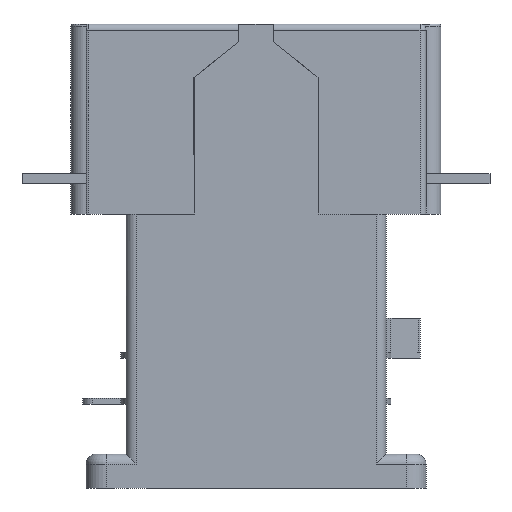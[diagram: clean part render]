
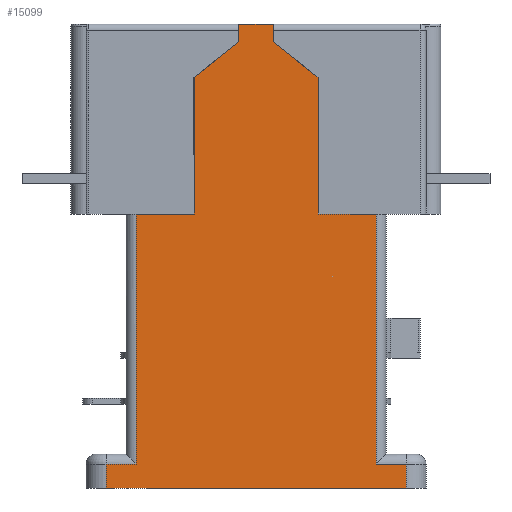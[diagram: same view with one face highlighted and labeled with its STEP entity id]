
A CAD part, front view. The second image highlights one B-rep face of the part: STEP entity #15099.
In plain terms, the highlighted planar face has unit normal (0, -1, 0).
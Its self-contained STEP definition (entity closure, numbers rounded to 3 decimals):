
#222 = CARTESIAN_POINT ( 'NONE',  ( -85., -95., 17. ) ) ;
#523 = ORIENTED_EDGE ( 'NONE', *, *, #11352, .T. ) ;
#827 = LINE ( 'NONE', #30974, #27105 ) ;
#882 = CARTESIAN_POINT ( 'NONE',  ( 8.59, -95., 232. ) ) ;
#1064 = EDGE_CURVE ( 'NONE', #14422, #29961, #22373, .T. ) ;
#1208 = VECTOR ( 'NONE', #27727, 1000. ) ;
#1679 = VECTOR ( 'NONE', #31946, 1000. ) ;
#1716 = VECTOR ( 'NONE', #12376, 1000. ) ;
#1911 = VERTEX_POINT ( 'NONE', #21976 ) ;
#2485 = LINE ( 'NONE', #13827, #1679 ) ;
#2594 = EDGE_CURVE ( 'NONE', #8726, #18384, #23487, .T. ) ;
#4410 = CARTESIAN_POINT ( 'NONE',  ( 31., -95., 137. ) ) ;
#4625 = VECTOR ( 'NONE', #14111, 1000. ) ;
#5019 = CARTESIAN_POINT ( 'NONE',  ( -31., -95., 205.288 ) ) ;
#5538 = DIRECTION ( 'NONE',  ( 0., 0., -1. ) ) ;
#5694 = CARTESIAN_POINT ( 'NONE',  ( 75., -95., 0. ) ) ;
#5980 = CARTESIAN_POINT ( 'NONE',  ( -85., -95., 0. ) ) ;
#6091 = DIRECTION ( 'NONE',  ( 1., 0., 0. ) ) ;
#6716 = ORIENTED_EDGE ( 'NONE', *, *, #1064, .T. ) ;
#6970 = EDGE_LOOP ( 'NONE', ( #523, #31382, #32131, #27372, #21326, #22738, #26746, #13198, #24878, #7360, #29043, #24981, #6716, #22560, #17188, #23054 ) ) ;
#7100 = EDGE_CURVE ( 'NONE', #21239, #24536, #30695, .T. ) ;
#7213 = CARTESIAN_POINT ( 'NONE',  ( -75., -95., 0. ) ) ;
#7360 = ORIENTED_EDGE ( 'NONE', *, *, #13126, .F. ) ;
#7582 = DIRECTION ( 'NONE',  ( 0., 0., 1. ) ) ;
#8109 = VERTEX_POINT ( 'NONE', #5694 ) ;
#8110 = VERTEX_POINT ( 'NONE', #8300 ) ;
#8300 = CARTESIAN_POINT ( 'NONE',  ( -31., -95., 205.288 ) ) ;
#8726 = VERTEX_POINT ( 'NONE', #17374 ) ;
#9715 = VERTEX_POINT ( 'NONE', #21723 ) ;
#9885 = CARTESIAN_POINT ( 'NONE',  ( 65., -95., 137. ) ) ;
#10508 = DIRECTION ( 'NONE',  ( 0., 1., 0. ) ) ;
#10770 = DIRECTION ( 'NONE',  ( -1., 0., 0. ) ) ;
#11069 = EDGE_CURVE ( 'NONE', #22881, #29744, #19130, .T. ) ;
#11236 = CARTESIAN_POINT ( 'NONE',  ( -60., -95., 137. ) ) ;
#11352 = EDGE_CURVE ( 'NONE', #8109, #21239, #30890, .T. ) ;
#11402 = LINE ( 'NONE', #17324, #1716 ) ;
#12148 = DIRECTION ( 'NONE',  ( 1., 0., 0. ) ) ;
#12376 = DIRECTION ( 'NONE',  ( 0., 0., -1. ) ) ;
#12971 = FACE_OUTER_BOUND ( 'NONE', #6970, .T. ) ;
#13126 = EDGE_CURVE ( 'NONE', #8110, #1911, #16290, .T. ) ;
#13156 = CARTESIAN_POINT ( 'NONE',  ( 31., -95., 205.288 ) ) ;
#13198 = ORIENTED_EDGE ( 'NONE', *, *, #2594, .F. ) ;
#13264 = VECTOR ( 'NONE', #6091, 1000. ) ;
#13653 = DIRECTION ( 'NONE',  ( 0., 0., 1. ) ) ;
#13827 = CARTESIAN_POINT ( 'NONE',  ( 31., -95., 205.288 ) ) ;
#14111 = DIRECTION ( 'NONE',  ( 0., 0., -1. ) ) ;
#14422 = VERTEX_POINT ( 'NONE', #11236 ) ;
#14725 = CARTESIAN_POINT ( 'NONE',  ( 8.59, -95., 223.103 ) ) ;
#14854 = EDGE_CURVE ( 'NONE', #15605, #8110, #33269, .T. ) ;
#15015 = CARTESIAN_POINT ( 'NONE',  ( 75., -95., 17. ) ) ;
#15099 = ADVANCED_FACE ( 'NONE', ( #12971 ), #15333, .F. ) ;
#15333 = PLANE ( 'NONE',  #23462 ) ;
#15605 = VERTEX_POINT ( 'NONE', #22894 ) ;
#15668 = LINE ( 'NONE', #5980, #13264 ) ;
#15705 = CARTESIAN_POINT ( 'NONE',  ( -85., -95., 12. ) ) ;
#15985 = VERTEX_POINT ( 'NONE', #14725 ) ;
#16290 = LINE ( 'NONE', #5019, #26471 ) ;
#16696 = CARTESIAN_POINT ( 'NONE',  ( -75., -95., 12. ) ) ;
#17104 = CARTESIAN_POINT ( 'NONE',  ( -8.59, -95., 232. ) ) ;
#17188 = ORIENTED_EDGE ( 'NONE', *, *, #11069, .T. ) ;
#17324 = CARTESIAN_POINT ( 'NONE',  ( 8.59, -95., 223.103 ) ) ;
#17374 = CARTESIAN_POINT ( 'NONE',  ( -8.59, -95., 232. ) ) ;
#17421 = VECTOR ( 'NONE', #32033, 1000. ) ;
#17637 = DIRECTION ( 'NONE',  ( 0.783, 0., 0.622 ) ) ;
#17715 = DIRECTION ( 'NONE',  ( -1., 0., 0. ) ) ;
#18041 = EDGE_CURVE ( 'NONE', #19624, #25396, #19288, .T. ) ;
#18148 = LINE ( 'NONE', #22722, #1208 ) ;
#18384 = VERTEX_POINT ( 'NONE', #882 ) ;
#19130 = LINE ( 'NONE', #21796, #4625 ) ;
#19288 = LINE ( 'NONE', #4410, #26605 ) ;
#19300 = CARTESIAN_POINT ( 'NONE',  ( 60., -95., 12. ) ) ;
#19502 = DIRECTION ( 'NONE',  ( 0., 0., -1. ) ) ;
#19624 = VERTEX_POINT ( 'NONE', #13156 ) ;
#19872 = EDGE_CURVE ( 'NONE', #15985, #19624, #2485, .T. ) ;
#21239 = VERTEX_POINT ( 'NONE', #28135 ) ;
#21294 = CARTESIAN_POINT ( 'NONE',  ( -60., -95., 12. ) ) ;
#21326 = ORIENTED_EDGE ( 'NONE', *, *, #18041, .F. ) ;
#21723 = CARTESIAN_POINT ( 'NONE',  ( 60., -95., 137. ) ) ;
#21786 = VECTOR ( 'NONE', #10770, 1000. ) ;
#21796 = CARTESIAN_POINT ( 'NONE',  ( -75., -95., 17. ) ) ;
#21802 = EDGE_CURVE ( 'NONE', #29744, #8109, #15668, .T. ) ;
#21976 = CARTESIAN_POINT ( 'NONE',  ( -8.59, -95., 223.103 ) ) ;
#22185 = VECTOR ( 'NONE', #17715, 1000. ) ;
#22373 = LINE ( 'NONE', #23271, #23171 ) ;
#22560 = ORIENTED_EDGE ( 'NONE', *, *, #29241, .T. ) ;
#22722 = CARTESIAN_POINT ( 'NONE',  ( 65., -95., 137. ) ) ;
#22738 = ORIENTED_EDGE ( 'NONE', *, *, #19872, .F. ) ;
#22881 = VERTEX_POINT ( 'NONE', #16696 ) ;
#22894 = CARTESIAN_POINT ( 'NONE',  ( -31., -95., 137. ) ) ;
#22949 = CARTESIAN_POINT ( 'NONE',  ( -85., -95., 12. ) ) ;
#23054 = ORIENTED_EDGE ( 'NONE', *, *, #21802, .T. ) ;
#23171 = VECTOR ( 'NONE', #5538, 1000. ) ;
#23271 = CARTESIAN_POINT ( 'NONE',  ( -60., -95., 17. ) ) ;
#23462 = AXIS2_PLACEMENT_3D ( 'NONE', #222, #10508, #7582 ) ;
#23487 = LINE ( 'NONE', #17104, #28381 ) ;
#23823 = EDGE_CURVE ( 'NONE', #24536, #9715, #29815, .T. ) ;
#24102 = VECTOR ( 'NONE', #25076, 1000. ) ;
#24418 = VECTOR ( 'NONE', #25462, 1000. ) ;
#24536 = VERTEX_POINT ( 'NONE', #19300 ) ;
#24878 = ORIENTED_EDGE ( 'NONE', *, *, #28550, .F. ) ;
#24981 = ORIENTED_EDGE ( 'NONE', *, *, #28309, .F. ) ;
#25076 = DIRECTION ( 'NONE',  ( 0., 0., 1. ) ) ;
#25396 = VERTEX_POINT ( 'NONE', #32263 ) ;
#25462 = DIRECTION ( 'NONE',  ( 0., 0., 1. ) ) ;
#26471 = VECTOR ( 'NONE', #17637, 1000. ) ;
#26605 = VECTOR ( 'NONE', #19502, 1000. ) ;
#26715 = EDGE_CURVE ( 'NONE', #18384, #15985, #11402, .T. ) ;
#26746 = ORIENTED_EDGE ( 'NONE', *, *, #26715, .F. ) ;
#26816 = CARTESIAN_POINT ( 'NONE',  ( -31., -95., 137. ) ) ;
#27105 = VECTOR ( 'NONE', #13653, 1000. ) ;
#27107 = EDGE_CURVE ( 'NONE', #25396, #9715, #32886, .T. ) ;
#27372 = ORIENTED_EDGE ( 'NONE', *, *, #27107, .F. ) ;
#27471 = LINE ( 'NONE', #22949, #22185 ) ;
#27560 = CARTESIAN_POINT ( 'NONE',  ( 60., -95., 17. ) ) ;
#27727 = DIRECTION ( 'NONE',  ( 1., 0., 0. ) ) ;
#28135 = CARTESIAN_POINT ( 'NONE',  ( 75., -95., 12. ) ) ;
#28309 = EDGE_CURVE ( 'NONE', #14422, #15605, #18148, .T. ) ;
#28381 = VECTOR ( 'NONE', #32548, 1000. ) ;
#28550 = EDGE_CURVE ( 'NONE', #1911, #8726, #827, .T. ) ;
#29043 = ORIENTED_EDGE ( 'NONE', *, *, #14854, .F. ) ;
#29241 = EDGE_CURVE ( 'NONE', #29961, #22881, #27471, .T. ) ;
#29744 = VERTEX_POINT ( 'NONE', #7213 ) ;
#29815 = LINE ( 'NONE', #27560, #24102 ) ;
#29961 = VERTEX_POINT ( 'NONE', #21294 ) ;
#30695 = LINE ( 'NONE', #15705, #21786 ) ;
#30844 = VECTOR ( 'NONE', #12148, 1000. ) ;
#30890 = LINE ( 'NONE', #15015, #24418 ) ;
#30974 = CARTESIAN_POINT ( 'NONE',  ( -8.59, -95., 223.103 ) ) ;
#31382 = ORIENTED_EDGE ( 'NONE', *, *, #7100, .T. ) ;
#31946 = DIRECTION ( 'NONE',  ( 0.783, 0., -0.622 ) ) ;
#32033 = DIRECTION ( 'NONE',  ( 0., 0., 1. ) ) ;
#32131 = ORIENTED_EDGE ( 'NONE', *, *, #23823, .T. ) ;
#32263 = CARTESIAN_POINT ( 'NONE',  ( 31., -95., 137. ) ) ;
#32548 = DIRECTION ( 'NONE',  ( 1., 0., 0. ) ) ;
#32886 = LINE ( 'NONE', #9885, #30844 ) ;
#33269 = LINE ( 'NONE', #26816, #17421 ) ;
